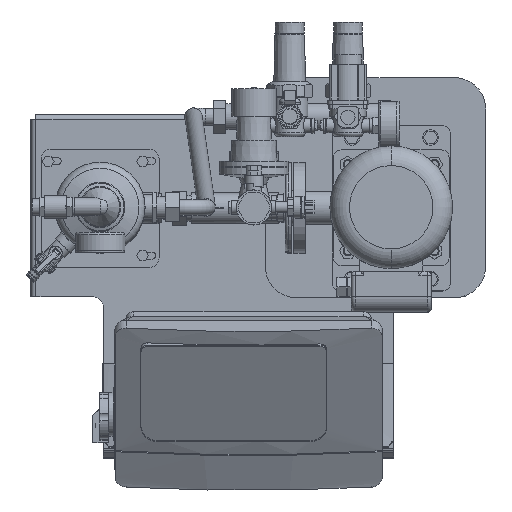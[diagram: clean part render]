
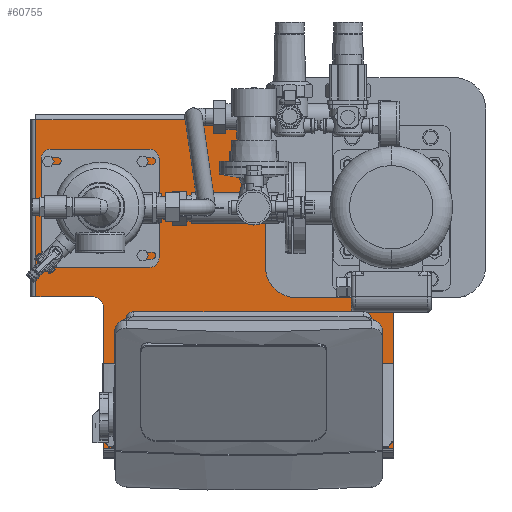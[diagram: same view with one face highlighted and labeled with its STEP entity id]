
A CAD part, top view. The second image highlights one B-rep face of the part: STEP entity #60755.
In plain terms, the highlighted planar face has unit normal (0, 0, 1).
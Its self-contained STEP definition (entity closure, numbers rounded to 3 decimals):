
#4242=LINE('',#96256,#10012);
#4245=LINE('',#96264,#10015);
#4253=LINE('',#96290,#10023);
#4254=LINE('',#96293,#10024);
#4255=LINE('',#96295,#10025);
#4256=LINE('',#96297,#10026);
#4257=LINE('',#96299,#10027);
#4258=LINE('',#96300,#10028);
#10012=VECTOR('',#77630,10.);
#10015=VECTOR('',#77635,10.);
#10023=VECTOR('',#77659,10.);
#10024=VECTOR('',#77662,10.);
#10025=VECTOR('',#77663,10.);
#10026=VECTOR('',#77664,10.);
#10027=VECTOR('',#77665,10.);
#10028=VECTOR('',#77666,10.);
#13972=PLANE('',#65680);
#19014=FACE_OUTER_BOUND('',#23306,.T.);
#23306=EDGE_LOOP('',(#50295,#50296,#50297,#50298,#50299,#50300,#50301,#50302,
#50303,#50304));
#26541=CIRCLE('',#65665,12.5);
#26551=CIRCLE('',#65678,12.5);
#30560=VERTEX_POINT('',#96230);
#30561=VERTEX_POINT('',#96232);
#30571=VERTEX_POINT('',#96254);
#30574=VERTEX_POINT('',#96261);
#30575=VERTEX_POINT('',#96263);
#30585=VERTEX_POINT('',#96285);
#30586=VERTEX_POINT('',#96292);
#30587=VERTEX_POINT('',#96294);
#30588=VERTEX_POINT('',#96296);
#30589=VERTEX_POINT('',#96298);
#37661=EDGE_CURVE('',#30561,#30560,#26541,.T.);
#37673=EDGE_CURVE('',#30560,#30571,#4242,.T.);
#37676=EDGE_CURVE('',#30575,#30574,#4245,.T.);
#37688=EDGE_CURVE('',#30574,#30585,#26551,.T.);
#37690=EDGE_CURVE('',#30575,#30571,#4253,.T.);
#37691=EDGE_CURVE('',#30586,#30561,#4254,.T.);
#37692=EDGE_CURVE('',#30585,#30587,#4255,.T.);
#37693=EDGE_CURVE('',#30588,#30587,#4256,.T.);
#37694=EDGE_CURVE('',#30588,#30589,#4257,.T.);
#37695=EDGE_CURVE('',#30586,#30589,#4258,.T.);
#50295=ORIENTED_EDGE('',*,*,#37691,.T.);
#50296=ORIENTED_EDGE('',*,*,#37661,.T.);
#50297=ORIENTED_EDGE('',*,*,#37673,.T.);
#50298=ORIENTED_EDGE('',*,*,#37690,.F.);
#50299=ORIENTED_EDGE('',*,*,#37676,.T.);
#50300=ORIENTED_EDGE('',*,*,#37688,.T.);
#50301=ORIENTED_EDGE('',*,*,#37692,.T.);
#50302=ORIENTED_EDGE('',*,*,#37693,.F.);
#50303=ORIENTED_EDGE('',*,*,#37694,.T.);
#50304=ORIENTED_EDGE('',*,*,#37695,.F.);
#60755=ADVANCED_FACE('',(#19014),#13972,.T.);
#65665=AXIS2_PLACEMENT_3D('',#96233,#77611,#77612);
#65678=AXIS2_PLACEMENT_3D('',#96287,#77654,#77655);
#65680=AXIS2_PLACEMENT_3D('',#96291,#77660,#77661);
#77611=DIRECTION('center_axis',(0.,0.,
-1.));
#77612=DIRECTION('ref_axis',(1.,0.,0.));
#77630=DIRECTION('',(0.,-1.,0.));
#77635=DIRECTION('',(0.,1.,0.));
#77654=DIRECTION('center_axis',(0.,0.,
-1.));
#77655=DIRECTION('ref_axis',(0.,1.,0.));
#77659=DIRECTION('',(-1.,0.,0.));
#77660=DIRECTION('center_axis',(0.,0.,
1.));
#77661=DIRECTION('ref_axis',(0.,1.,0.));
#77662=DIRECTION('',(1.,0.,0.));
#77663=DIRECTION('',(1.,0.,0.));
#77664=DIRECTION('',(0.,-1.,0.));
#77665=DIRECTION('',(-1.,0.,0.));
#77666=DIRECTION('',(0.,1.,0.));
#96230=CARTESIAN_POINT('',(-184.5,193.,30.));
#96232=CARTESIAN_POINT('',(-197.,205.5,30.));
#96233=CARTESIAN_POINT('Origin',(-197.,193.,30.));
#96254=CARTESIAN_POINT('',(-184.5,12.692,30.));
#96256=CARTESIAN_POINT('',(-184.5,102.846,30.));
#96261=CARTESIAN_POINT('',(184.5,193.,30.));
#96263=CARTESIAN_POINT('',(184.5,12.692,30.));
#96264=CARTESIAN_POINT('',(184.5,6.346,30.));
#96285=CARTESIAN_POINT('',(197.,205.5,30.));
#96287=CARTESIAN_POINT('Origin',(197.,193.,30.));
#96290=CARTESIAN_POINT('',(0.,12.692,30.));
#96291=CARTESIAN_POINT('Origin',(0.,12.692,30.));
#96292=CARTESIAN_POINT('',(-270.,205.5,30.));
#96293=CARTESIAN_POINT('',(-135.,205.5,30.));
#96294=CARTESIAN_POINT('',(270.,205.5,30.));
#96295=CARTESIAN_POINT('',(98.5,205.5,30.));
#96296=CARTESIAN_POINT('',(270.,430.5,30.));
#96297=CARTESIAN_POINT('',(270.,12.692,30.));
#96298=CARTESIAN_POINT('',(-270.,430.5,30.));
#96299=CARTESIAN_POINT('',(0.,430.5,30.));
#96300=CARTESIAN_POINT('',(-270.,12.692,30.));
